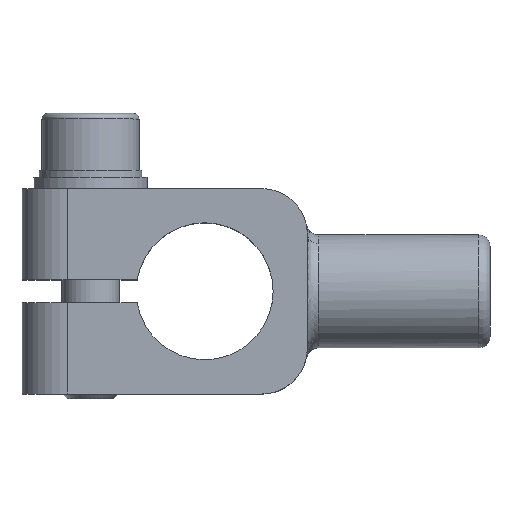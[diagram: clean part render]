
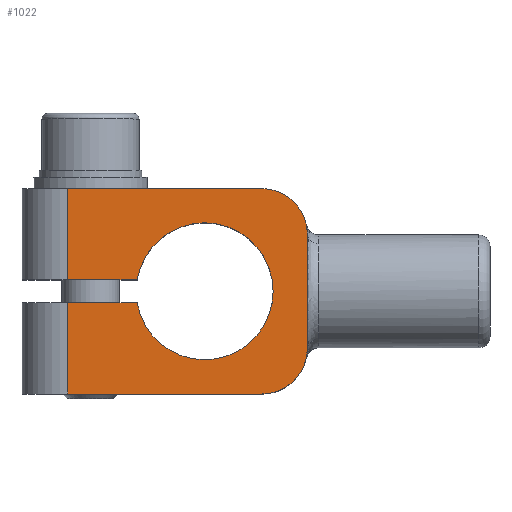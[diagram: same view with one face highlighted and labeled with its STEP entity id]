
A CAD part, top view. The second image highlights one B-rep face of the part: STEP entity #1022.
In plain terms, the highlighted planar face has unit normal (0, 0, 1).
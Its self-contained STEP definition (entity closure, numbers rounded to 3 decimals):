
#658=CARTESIAN_POINT('',(4.,9.,6.5));
#659=VERTEX_POINT('',#658);
#666=CARTESIAN_POINT('',(8.,5.,6.5));
#667=VERTEX_POINT('',#666);
#668=CARTESIAN_POINT('',(4.,5.,6.5));
#669=DIRECTION('',(0.0,0.0,-1.));
#670=DIRECTION('',(0.707,0.707,0.0));
#671=AXIS2_PLACEMENT_3D('',#668,#669,#670);
#672=CIRCLE('',#671,4.);
#673=EDGE_CURVE('',#659,#667,#672,.T.);
#715=CARTESIAN_POINT('',(8.,-5.,6.5));
#716=VERTEX_POINT('',#715);
#717=CARTESIAN_POINT('',(8.,5.,6.5));
#718=DIRECTION('',(0.0,-1.0,0.0));
#719=VECTOR('',#718,10.0);
#720=LINE('',#717,#719);
#721=EDGE_CURVE('',#667,#716,#720,.T.);
#763=CARTESIAN_POINT('',(-13.,9.,6.5));
#764=VERTEX_POINT('',#763);
#772=CARTESIAN_POINT('',(-13.,9.,6.5));
#773=DIRECTION('',(1.0,0.0,0.0));
#774=VECTOR('',#773,17.0);
#775=LINE('',#772,#774);
#776=EDGE_CURVE('',#764,#659,#775,.T.);
#915=CARTESIAN_POINT('',(-6.916,1.,6.5));
#916=VERTEX_POINT('',#915);
#923=CARTESIAN_POINT('',(-13.,1.,6.5));
#924=VERTEX_POINT('',#923);
#925=CARTESIAN_POINT('',(-13.,1.,6.5));
#926=DIRECTION('',(1.0,0.0,0.0));
#927=VECTOR('',#926,6.084);
#928=LINE('',#925,#927);
#929=EDGE_CURVE('',#924,#916,#928,.T.);
#961=CARTESIAN_POINT('',(-13.,1.,6.5));
#962=DIRECTION('',(0.0,1.0,0.0));
#963=VECTOR('',#962,8.);
#964=LINE('',#961,#963);
#965=EDGE_CURVE('',#924,#764,#964,.T.);
#970=CARTESIAN_POINT('',(-4.5,0.,6.5));
#971=DIRECTION('',(0.0,0.0,1.0));
#972=DIRECTION('',(1.0,0.0,0.0));
#973=AXIS2_PLACEMENT_3D('',#970,#971,#972);
#974=PLANE('',#973);
#975=ORIENTED_EDGE('',*,*,#673,.F.);
#976=ORIENTED_EDGE('',*,*,#776,.F.);
#977=ORIENTED_EDGE('',*,*,#965,.F.);
#978=ORIENTED_EDGE('',*,*,#929,.T.);
#979=CARTESIAN_POINT('',(-6.916,-1.,6.5));
#980=VERTEX_POINT('',#979);
#981=CARTESIAN_POINT('',(-1.0,0.0,6.5));
#982=DIRECTION('',(0.0,0.0,-1.));
#983=DIRECTION('',(0.986,0.167,0.0));
#984=AXIS2_PLACEMENT_3D('',#981,#982,#983);
#985=CIRCLE('',#984,6.);
#986=EDGE_CURVE('',#916,#980,#985,.T.);
#987=ORIENTED_EDGE('',*,*,#986,.T.);
#988=CARTESIAN_POINT('',(-13.,-1.,6.5));
#989=VERTEX_POINT('',#988);
#990=CARTESIAN_POINT('',(-6.916,-1.,6.5));
#991=DIRECTION('',(-1.0,0.0,0.0));
#992=VECTOR('',#991,6.084);
#993=LINE('',#990,#992);
#994=EDGE_CURVE('',#980,#989,#993,.T.);
#995=ORIENTED_EDGE('',*,*,#994,.T.);
#996=CARTESIAN_POINT('',(-13.,-9.,6.5));
#997=VERTEX_POINT('',#996);
#998=CARTESIAN_POINT('',(-13.,-9.,6.5));
#999=DIRECTION('',(0.0,1.0,0.0));
#1000=VECTOR('',#999,8.);
#1001=LINE('',#998,#1000);
#1002=EDGE_CURVE('',#997,#989,#1001,.T.);
#1003=ORIENTED_EDGE('',*,*,#1002,.F.);
#1004=CARTESIAN_POINT('',(4.,-9.0,6.5));
#1005=VERTEX_POINT('',#1004);
#1006=CARTESIAN_POINT('',(4.,-9.0,6.5));
#1007=DIRECTION('',(-1.0,0.0,0.0));
#1008=VECTOR('',#1007,17.);
#1009=LINE('',#1006,#1008);
#1010=EDGE_CURVE('',#1005,#997,#1009,.T.);
#1011=ORIENTED_EDGE('',*,*,#1010,.F.);
#1012=CARTESIAN_POINT('',(4.0,-5.,6.5));
#1013=DIRECTION('',(0.0,0.0,-1.));
#1014=DIRECTION('',(0.707,-0.707,0.0));
#1015=AXIS2_PLACEMENT_3D('',#1012,#1013,#1014);
#1016=CIRCLE('',#1015,4.);
#1017=EDGE_CURVE('',#716,#1005,#1016,.T.);
#1018=ORIENTED_EDGE('',*,*,#1017,.F.);
#1019=ORIENTED_EDGE('',*,*,#721,.F.);
#1020=EDGE_LOOP('',(#975,#976,#977,#978,#987,#995,#1003,#1011,#1018,#1019));
#1021=FACE_OUTER_BOUND('',#1020,.T.);
#1022=ADVANCED_FACE('',(#1021),#974,.T.);
